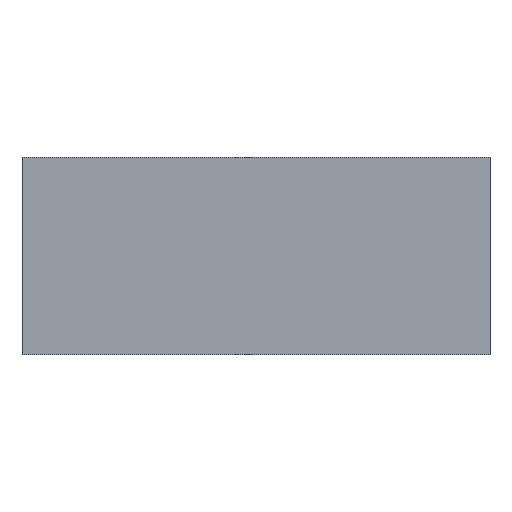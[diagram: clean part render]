
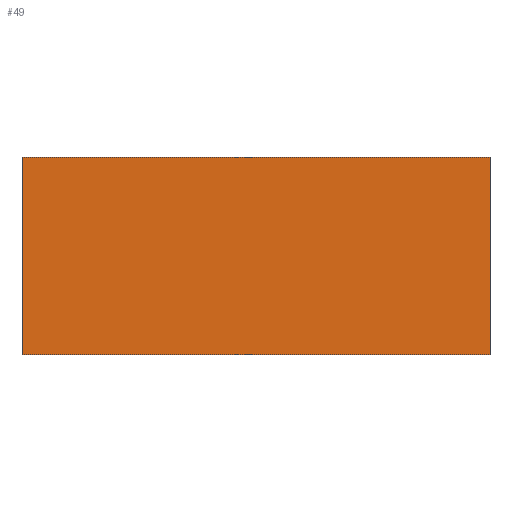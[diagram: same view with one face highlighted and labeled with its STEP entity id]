
A CAD part, front view. The second image highlights one B-rep face of the part: STEP entity #49.
In plain terms, the highlighted planar face has unit normal (0, -1, 0).
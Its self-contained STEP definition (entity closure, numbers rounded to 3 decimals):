
#3 = ORIENTED_EDGE ( 'NONE', *, *, #456, .T. ) ;
#4 = AXIS2_PLACEMENT_3D ( 'NONE', #21, #388, #239 ) ;
#21 = CARTESIAN_POINT ( 'NONE',  ( 54.5, 0., 0. ) ) ;
#37 = CARTESIAN_POINT ( 'NONE',  ( -54.5, 0., -40. ) ) ;
#40 = DIRECTION ( 'NONE',  ( 0., 0., -1. ) ) ;
#49 = ADVANCED_FACE ( 'NONE', ( #431 ), #464, .F. ) ;
#53 = VERTEX_POINT ( 'NONE', #120 ) ;
#117 = EDGE_CURVE ( 'NONE', #53, #228, #528, .T. ) ;
#120 = CARTESIAN_POINT ( 'NONE',  ( 54.5, 0., -40. ) ) ;
#167 = VECTOR ( 'NONE', #417, 1000. ) ;
#219 = VERTEX_POINT ( 'NONE', #440 ) ;
#228 = VERTEX_POINT ( 'NONE', #37 ) ;
#239 = DIRECTION ( 'NONE',  ( 0., 0., 1. ) ) ;
#268 = VECTOR ( 'NONE', #491, 1000. ) ;
#271 = CARTESIAN_POINT ( 'NONE',  ( -54.5, 0., 6. ) ) ;
#276 = EDGE_LOOP ( 'NONE', ( #564, #451, #406, #3 ) ) ;
#291 = CARTESIAN_POINT ( 'NONE',  ( 54.5, 0., 6. ) ) ;
#313 = CARTESIAN_POINT ( 'NONE',  ( 54.5, 0., -40. ) ) ;
#341 = EDGE_CURVE ( 'NONE', #352, #228, #373, .T. ) ;
#352 = VERTEX_POINT ( 'NONE', #271 ) ;
#373 = LINE ( 'NONE', #466, #167 ) ;
#381 = CARTESIAN_POINT ( 'NONE',  ( 54.5, 0., 6. ) ) ;
#388 = DIRECTION ( 'NONE',  ( 0., 1., 0. ) ) ;
#406 = ORIENTED_EDGE ( 'NONE', *, *, #524, .F. ) ;
#417 = DIRECTION ( 'NONE',  ( 0., 0., -1. ) ) ;
#431 = FACE_OUTER_BOUND ( 'NONE', #276, .T. ) ;
#440 = CARTESIAN_POINT ( 'NONE',  ( 54.5, 0., 6. ) ) ;
#451 = ORIENTED_EDGE ( 'NONE', *, *, #117, .F. ) ;
#456 = EDGE_CURVE ( 'NONE', #219, #352, #476, .T. ) ;
#462 = VECTOR ( 'NONE', #40, 1000. ) ;
#464 = PLANE ( 'NONE',  #4 ) ;
#466 = CARTESIAN_POINT ( 'NONE',  ( -54.5, 0., 0. ) ) ;
#470 = LINE ( 'NONE', #291, #462 ) ;
#476 = LINE ( 'NONE', #381, #504 ) ;
#491 = DIRECTION ( 'NONE',  ( -1., 0., 0. ) ) ;
#504 = VECTOR ( 'NONE', #507, 1000. ) ;
#507 = DIRECTION ( 'NONE',  ( -1., 0., 0. ) ) ;
#524 = EDGE_CURVE ( 'NONE', #219, #53, #470, .T. ) ;
#528 = LINE ( 'NONE', #313, #268 ) ;
#564 = ORIENTED_EDGE ( 'NONE', *, *, #341, .T. ) ;
